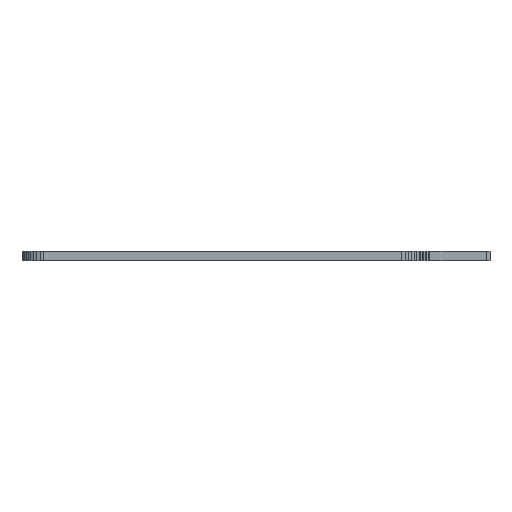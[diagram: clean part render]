
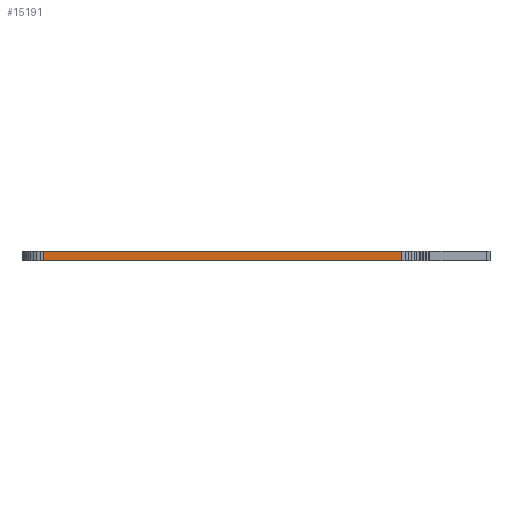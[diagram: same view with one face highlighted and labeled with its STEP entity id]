
A CAD part, left-side view. The second image highlights one B-rep face of the part: STEP entity #15191.
In plain terms, the highlighted planar face has unit normal (-1, 0, 0).
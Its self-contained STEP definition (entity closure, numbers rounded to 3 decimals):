
#32 = EDGE_CURVE('',#33,#35,#37,.T.);
#33 = VERTEX_POINT('',#34);
#34 = CARTESIAN_POINT('',(120.,103.2,0.));
#35 = VERTEX_POINT('',#36);
#36 = CARTESIAN_POINT('',(120.,103.2,1.479));
#37 = SURFACE_CURVE('',#38,(#42,#54),.PCURVE_S1.);
#38 = LINE('',#39,#40);
#39 = CARTESIAN_POINT('',(120.,103.2,0.));
#40 = VECTOR('',#41,1.);
#41 = DIRECTION('',(0.,0.,1.));
#42 = PCURVE('',#43,#48);
#43 = PLANE('',#44);
#44 = AXIS2_PLACEMENT_3D('',#45,#46,#47);
#45 = CARTESIAN_POINT('',(120.,103.2,0.));
#46 = DIRECTION('',(0.,-1.,0.));
#47 = DIRECTION('',(-1.,0.,0.));
#48 = DEFINITIONAL_REPRESENTATION('',(#49),#53);
#49 = LINE('',#50,#51);
#50 = CARTESIAN_POINT('',(0.,0.));
#51 = VECTOR('',#52,1.);
#52 = DIRECTION('',(0.,-1.));
#53 = ( GEOMETRIC_REPRESENTATION_CONTEXT(2) 
PARAMETRIC_REPRESENTATION_CONTEXT() REPRESENTATION_CONTEXT('2D SPACE',''
  ) );
#54 = PCURVE('',#55,#60);
#55 = PLANE('',#56);
#56 = AXIS2_PLACEMENT_3D('',#57,#58,#59);
#57 = CARTESIAN_POINT('',(120.,156.8,0.));
#58 = DIRECTION('',(1.,0.,0.));
#59 = DIRECTION('',(0.,-1.,0.));
#60 = DEFINITIONAL_REPRESENTATION('',(#61),#65);
#61 = LINE('',#62,#63);
#62 = CARTESIAN_POINT('',(53.6,0.));
#63 = VECTOR('',#64,1.);
#64 = DIRECTION('',(0.,-1.));
#65 = ( GEOMETRIC_REPRESENTATION_CONTEXT(2) 
PARAMETRIC_REPRESENTATION_CONTEXT() REPRESENTATION_CONTEXT('2D SPACE',''
  ) );
#83 = PLANE('',#84);
#84 = AXIS2_PLACEMENT_3D('',#85,#86,#87);
#85 = CARTESIAN_POINT('',(120.,103.2,1.479));
#86 = DIRECTION('',(0.,0.,-1.));
#87 = DIRECTION('',(-1.,0.,0.));
#137 = PLANE('',#138);
#138 = AXIS2_PLACEMENT_3D('',#139,#140,#141);
#139 = CARTESIAN_POINT('',(120.,103.2,0.));
#140 = DIRECTION('',(0.,0.,-1.));
#141 = DIRECTION('',(-1.,0.,0.));
#15088 = PLANE('',#15089);
#15089 = AXIS2_PLACEMENT_3D('',#15090,#15091,#15092);
#15090 = CARTESIAN_POINT('',(119.99,156.8,0.));
#15091 = DIRECTION('',(0.,1.,0.));
#15092 = DIRECTION('',(1.,0.,0.));
#15126 = VERTEX_POINT('',#15127);
#15127 = CARTESIAN_POINT('',(120.,156.8,1.479));
#15148 = EDGE_CURVE('',#15149,#15126,#15151,.T.);
#15149 = VERTEX_POINT('',#15150);
#15150 = CARTESIAN_POINT('',(120.,156.8,0.));
#15151 = SURFACE_CURVE('',#15152,(#15156,#15163),.PCURVE_S1.);
#15152 = LINE('',#15153,#15154);
#15153 = CARTESIAN_POINT('',(120.,156.8,0.));
#15154 = VECTOR('',#15155,1.);
#15155 = DIRECTION('',(0.,0.,1.));
#15156 = PCURVE('',#15088,#15157);
#15157 = DEFINITIONAL_REPRESENTATION('',(#15158),#15162);
#15158 = LINE('',#15159,#15160);
#15159 = CARTESIAN_POINT('',(0.01,0.));
#15160 = VECTOR('',#15161,1.);
#15161 = DIRECTION('',(0.,-1.));
#15162 = ( GEOMETRIC_REPRESENTATION_CONTEXT(2) 
PARAMETRIC_REPRESENTATION_CONTEXT() REPRESENTATION_CONTEXT('2D SPACE',''
  ) );
#15163 = PCURVE('',#55,#15164);
#15164 = DEFINITIONAL_REPRESENTATION('',(#15165),#15169);
#15165 = LINE('',#15166,#15167);
#15166 = CARTESIAN_POINT('',(0.,0.));
#15167 = VECTOR('',#15168,1.);
#15168 = DIRECTION('',(0.,-1.));
#15169 = ( GEOMETRIC_REPRESENTATION_CONTEXT(2) 
PARAMETRIC_REPRESENTATION_CONTEXT() REPRESENTATION_CONTEXT('2D SPACE',''
  ) );
#15191 = ADVANCED_FACE('',(#15192),#55,.F.);
#15192 = FACE_BOUND('',#15193,.F.);
#15193 = EDGE_LOOP('',(#15194,#15195,#15216,#15217));
#15194 = ORIENTED_EDGE('',*,*,#15148,.T.);
#15195 = ORIENTED_EDGE('',*,*,#15196,.T.);
#15196 = EDGE_CURVE('',#15126,#35,#15197,.T.);
#15197 = SURFACE_CURVE('',#15198,(#15202,#15209),.PCURVE_S1.);
#15198 = LINE('',#15199,#15200);
#15199 = CARTESIAN_POINT('',(120.,156.8,1.479));
#15200 = VECTOR('',#15201,1.);
#15201 = DIRECTION('',(0.,-1.,0.));
#15202 = PCURVE('',#55,#15203);
#15203 = DEFINITIONAL_REPRESENTATION('',(#15204),#15208);
#15204 = LINE('',#15205,#15206);
#15205 = CARTESIAN_POINT('',(0.,-1.479));
#15206 = VECTOR('',#15207,1.);
#15207 = DIRECTION('',(1.,0.));
#15208 = ( GEOMETRIC_REPRESENTATION_CONTEXT(2) 
PARAMETRIC_REPRESENTATION_CONTEXT() REPRESENTATION_CONTEXT('2D SPACE',''
  ) );
#15209 = PCURVE('',#83,#15210);
#15210 = DEFINITIONAL_REPRESENTATION('',(#15211),#15215);
#15211 = LINE('',#15212,#15213);
#15212 = CARTESIAN_POINT('',(0.,53.6));
#15213 = VECTOR('',#15214,1.);
#15214 = DIRECTION('',(0.,-1.));
#15215 = ( GEOMETRIC_REPRESENTATION_CONTEXT(2) 
PARAMETRIC_REPRESENTATION_CONTEXT() REPRESENTATION_CONTEXT('2D SPACE',''
  ) );
#15216 = ORIENTED_EDGE('',*,*,#32,.F.);
#15217 = ORIENTED_EDGE('',*,*,#15218,.F.);
#15218 = EDGE_CURVE('',#15149,#33,#15219,.T.);
#15219 = SURFACE_CURVE('',#15220,(#15224,#15231),.PCURVE_S1.);
#15220 = LINE('',#15221,#15222);
#15221 = CARTESIAN_POINT('',(120.,156.8,0.));
#15222 = VECTOR('',#15223,1.);
#15223 = DIRECTION('',(0.,-1.,0.));
#15224 = PCURVE('',#55,#15225);
#15225 = DEFINITIONAL_REPRESENTATION('',(#15226),#15230);
#15226 = LINE('',#15227,#15228);
#15227 = CARTESIAN_POINT('',(0.,0.));
#15228 = VECTOR('',#15229,1.);
#15229 = DIRECTION('',(1.,0.));
#15230 = ( GEOMETRIC_REPRESENTATION_CONTEXT(2) 
PARAMETRIC_REPRESENTATION_CONTEXT() REPRESENTATION_CONTEXT('2D SPACE',''
  ) );
#15231 = PCURVE('',#137,#15232);
#15232 = DEFINITIONAL_REPRESENTATION('',(#15233),#15237);
#15233 = LINE('',#15234,#15235);
#15234 = CARTESIAN_POINT('',(0.,53.6));
#15235 = VECTOR('',#15236,1.);
#15236 = DIRECTION('',(0.,-1.));
#15237 = ( GEOMETRIC_REPRESENTATION_CONTEXT(2) 
PARAMETRIC_REPRESENTATION_CONTEXT() REPRESENTATION_CONTEXT('2D SPACE',''
  ) );
